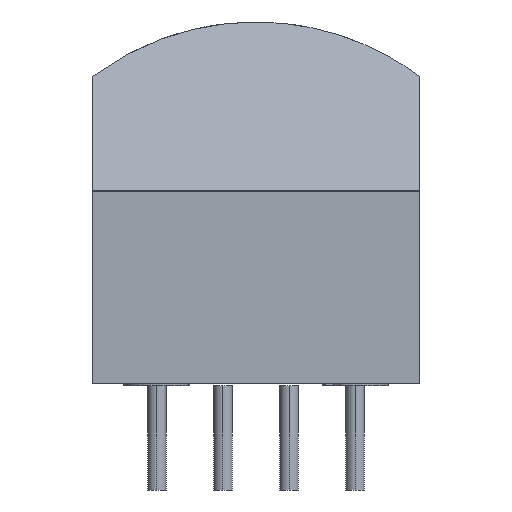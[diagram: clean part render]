
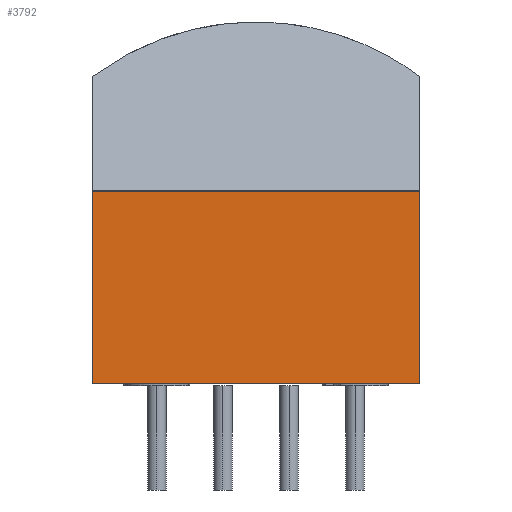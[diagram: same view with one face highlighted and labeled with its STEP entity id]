
A CAD part, left-side view. The second image highlights one B-rep face of the part: STEP entity #3792.
In plain terms, the highlighted planar face has unit normal (-1, 0, 0).
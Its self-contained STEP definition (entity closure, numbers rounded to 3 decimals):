
#3674=CARTESIAN_POINT('',(-6.6,6.3,7.5));
#3675=VERTEX_POINT('',#3674);
#3692=CARTESIAN_POINT('',(-6.6,6.3,0.1));
#3693=VERTEX_POINT('',#3692);
#3700=CARTESIAN_POINT('',(-6.6,6.3,0.1));
#3701=DIRECTION('',(0.0,0.0,1.0));
#3702=VECTOR('',#3701,7.4);
#3703=LINE('',#3700,#3702);
#3704=EDGE_CURVE('',#3693,#3675,#3703,.T.);
#3745=CARTESIAN_POINT('',(-6.6,-6.3,7.5));
#3746=VERTEX_POINT('',#3745);
#3753=CARTESIAN_POINT('',(-6.6,-6.3,0.1));
#3754=VERTEX_POINT('',#3753);
#3755=CARTESIAN_POINT('',(-6.6,-6.3,0.1));
#3756=DIRECTION('',(0.0,0.0,1.0));
#3757=VECTOR('',#3756,7.4);
#3758=LINE('',#3755,#3757);
#3759=EDGE_CURVE('',#3754,#3746,#3758,.T.);
#3771=CARTESIAN_POINT('',(-6.6,-6.3,0.1));
#3772=DIRECTION('',(-1.0,0.0,0.0));
#3773=DIRECTION('',(0.0,0.0,1.0));
#3774=AXIS2_PLACEMENT_3D('',#3771,#3772,#3773);
#3775=PLANE('',#3774);
#3776=CARTESIAN_POINT('',(-6.6,-6.3,7.5));
#3777=DIRECTION('',(0.0,1.0,0.0));
#3778=VECTOR('',#3777,12.6);
#3779=LINE('',#3776,#3778);
#3780=EDGE_CURVE('',#3746,#3675,#3779,.T.);
#3781=ORIENTED_EDGE('',*,*,#3780,.T.);
#3782=ORIENTED_EDGE('',*,*,#3704,.F.);
#3783=CARTESIAN_POINT('',(-6.6,-6.3,0.1));
#3784=DIRECTION('',(0.0,1.0,0.0));
#3785=VECTOR('',#3784,12.6);
#3786=LINE('',#3783,#3785);
#3787=EDGE_CURVE('',#3754,#3693,#3786,.T.);
#3788=ORIENTED_EDGE('',*,*,#3787,.F.);
#3789=ORIENTED_EDGE('',*,*,#3759,.T.);
#3790=EDGE_LOOP('',(#3781,#3782,#3788,#3789));
#3791=FACE_OUTER_BOUND('',#3790,.T.);
#3792=ADVANCED_FACE('',(#3791),#3775,.T.);
